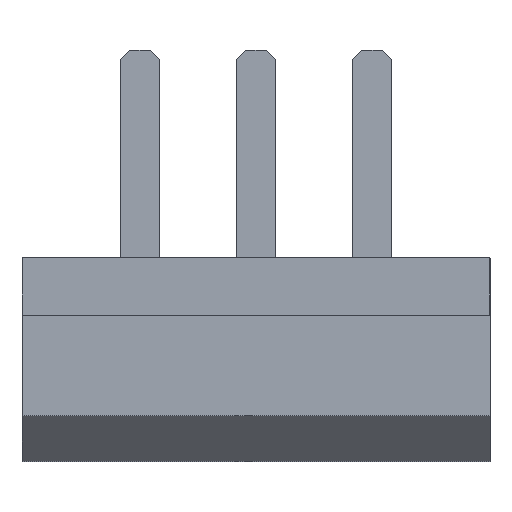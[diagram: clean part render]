
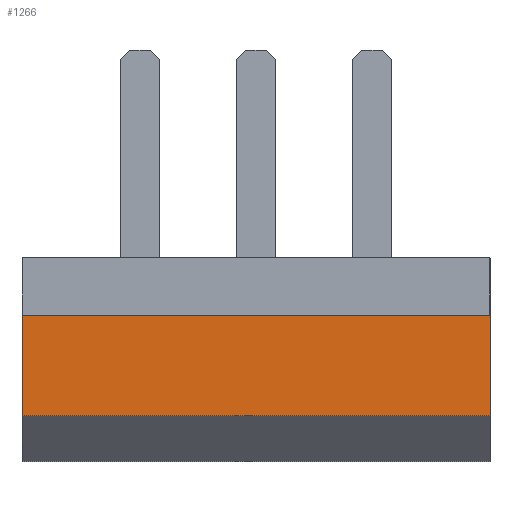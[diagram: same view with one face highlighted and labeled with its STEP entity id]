
A CAD part, top view. The second image highlights one B-rep face of the part: STEP entity #1266.
In plain terms, the highlighted planar face has unit normal (0, 0, 1).
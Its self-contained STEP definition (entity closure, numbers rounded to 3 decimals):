
#825 = VERTEX_POINT('',#826);
#826 = CARTESIAN_POINT('',(-2.585,-0.295,12.875));
#832 = EDGE_CURVE('',#825,#833,#835,.T.);
#833 = VERTEX_POINT('',#834);
#834 = CARTESIAN_POINT('',(-2.585,3.15,12.875));
#835 = LINE('',#836,#837);
#836 = CARTESIAN_POINT('',(-2.585,-0.295,12.875));
#837 = VECTOR('',#838,1.);
#838 = DIRECTION('',(0.,1.,0.));
#856 = EDGE_CURVE('',#833,#857,#859,.T.);
#857 = VERTEX_POINT('',#858);
#858 = CARTESIAN_POINT('',(-2.575,3.15,12.875));
#859 = LINE('',#860,#861);
#860 = CARTESIAN_POINT('',(-2.585,3.15,12.875));
#861 = VECTOR('',#862,1.);
#862 = DIRECTION('',(1.,0.,0.));
#881 = VERTEX_POINT('',#882);
#882 = CARTESIAN_POINT('',(7.655,3.15,12.875));
#888 = EDGE_CURVE('',#881,#889,#891,.T.);
#889 = VERTEX_POINT('',#890);
#890 = CARTESIAN_POINT('',(7.665,3.15,12.875));
#891 = LINE('',#892,#893);
#892 = CARTESIAN_POINT('',(-2.585,3.15,12.875));
#893 = VECTOR('',#894,1.);
#894 = DIRECTION('',(1.,0.,0.));
#921 = VERTEX_POINT('',#922);
#922 = CARTESIAN_POINT('',(7.665,-0.295,12.875));
#928 = EDGE_CURVE('',#921,#889,#929,.T.);
#929 = LINE('',#930,#931);
#930 = CARTESIAN_POINT('',(7.665,-0.295,12.875));
#931 = VECTOR('',#932,1.);
#932 = DIRECTION('',(0.,1.,0.));
#1255 = EDGE_CURVE('',#825,#921,#1256,.T.);
#1256 = LINE('',#1257,#1258);
#1257 = CARTESIAN_POINT('',(-2.585,-0.295,12.875));
#1258 = VECTOR('',#1259,1.);
#1259 = DIRECTION('',(1.,0.,0.));
#1266 = ADVANCED_FACE('',(#1267),#1296,.T.);
#1267 = FACE_BOUND('',#1268,.T.);
#1268 = EDGE_LOOP('',(#1269,#1270,#1271,#1272,#1273,#1281,#1289,#1295));
#1269 = ORIENTED_EDGE('',*,*,#832,.F.);
#1270 = ORIENTED_EDGE('',*,*,#1255,.T.);
#1271 = ORIENTED_EDGE('',*,*,#928,.T.);
#1272 = ORIENTED_EDGE('',*,*,#888,.F.);
#1273 = ORIENTED_EDGE('',*,*,#1274,.F.);
#1274 = EDGE_CURVE('',#1275,#881,#1277,.T.);
#1275 = VERTEX_POINT('',#1276);
#1276 = CARTESIAN_POINT('',(7.655,1.89,12.875));
#1277 = LINE('',#1278,#1279);
#1278 = CARTESIAN_POINT('',(7.655,1.433,12.875));
#1279 = VECTOR('',#1280,1.);
#1280 = DIRECTION('',(0.,1.,0.));
#1281 = ORIENTED_EDGE('',*,*,#1282,.F.);
#1282 = EDGE_CURVE('',#1283,#1275,#1285,.T.);
#1283 = VERTEX_POINT('',#1284);
#1284 = CARTESIAN_POINT('',(-2.575,1.89,12.875));
#1285 = LINE('',#1286,#1287);
#1286 = CARTESIAN_POINT('',(2.535,1.89,12.875));
#1287 = VECTOR('',#1288,1.);
#1288 = DIRECTION('',(1.,0.,0.));
#1289 = ORIENTED_EDGE('',*,*,#1290,.F.);
#1290 = EDGE_CURVE('',#857,#1283,#1291,.T.);
#1291 = LINE('',#1292,#1293);
#1292 = CARTESIAN_POINT('',(-2.575,0.798,12.875));
#1293 = VECTOR('',#1294,1.);
#1294 = DIRECTION('',(0.,-1.,0.));
#1295 = ORIENTED_EDGE('',*,*,#856,.F.);
#1296 = PLANE('',#1297);
#1297 = AXIS2_PLACEMENT_3D('',#1298,#1299,#1300);
#1298 = CARTESIAN_POINT('',(-2.585,-0.295,12.875));
#1299 = DIRECTION('',(0.,0.,1.));
#1300 = DIRECTION('',(0.,1.,0.));
